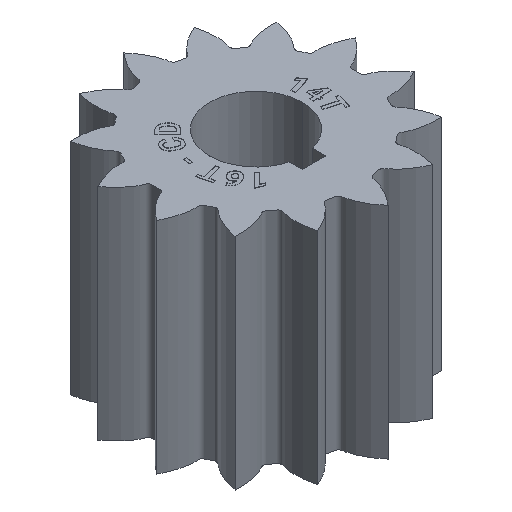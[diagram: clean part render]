
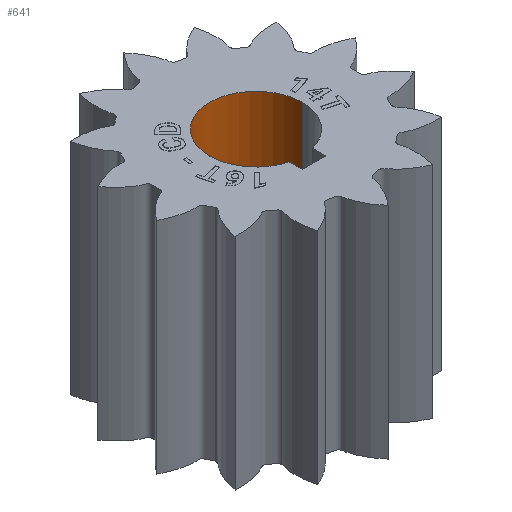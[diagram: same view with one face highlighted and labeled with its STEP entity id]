
A CAD part, isometric view. The second image highlights one B-rep face of the part: STEP entity #641.
In plain terms, the highlighted cylindrical face has radius 4.026 mm (diameter 8.052 mm), a partial arc.
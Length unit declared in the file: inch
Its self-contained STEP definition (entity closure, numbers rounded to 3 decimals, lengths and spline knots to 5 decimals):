
#50 = DIRECTION ( 'NONE',  ( -1., 0., 0. ) ) ;
#115 = CYLINDRICAL_SURFACE ( 'NONE', #4455, 0.1585 ) ;
#355 = DIRECTION ( 'NONE',  ( -1., 0., 0. ) ) ;
#641 = ADVANCED_FACE ( 'NONE', ( #9712 ), #115, .F. ) ;
#1879 = CARTESIAN_POINT ( 'NONE',  ( 0.1585, 0., -0.375 ) ) ;
#2218 = ORIENTED_EDGE ( 'NONE', *, *, #3383, .F. ) ;
#2498 = CARTESIAN_POINT ( 'NONE',  ( -0.1585, 0., 0.375 ) ) ;
#2600 = CARTESIAN_POINT ( 'NONE',  ( 0., 0., -0.375 ) ) ;
#2701 = EDGE_CURVE ( 'NONE', #4933, #6570, #11503, .T. ) ;
#3383 = EDGE_CURVE ( 'NONE', #5188, #4788, #12481, .T. ) ;
#3632 = CARTESIAN_POINT ( 'NONE',  ( 0., 0., 0.375 ) ) ;
#4455 = AXIS2_PLACEMENT_3D ( 'NONE', #12713, #8652, #50 ) ;
#4582 = EDGE_CURVE ( 'NONE', #6570, #4788, #10073, .T. ) ;
#4778 = DIRECTION ( 'NONE',  ( 0., 0., 1. ) ) ;
#4788 = VERTEX_POINT ( 'NONE', #2498 ) ;
#4933 = VERTEX_POINT ( 'NONE', #1879 ) ;
#4992 = DIRECTION ( 'NONE',  ( -1., 0., 0. ) ) ;
#5018 = EDGE_LOOP ( 'NONE', ( #13535, #8711, #5753, #2218 ) ) ;
#5188 = VERTEX_POINT ( 'NONE', #12705 ) ;
#5274 = EDGE_CURVE ( 'NONE', #4933, #5188, #11199, .T. ) ;
#5391 = AXIS2_PLACEMENT_3D ( 'NONE', #2600, #4778, #4992 ) ;
#5753 = ORIENTED_EDGE ( 'NONE', *, *, #4582, .T. ) ;
#6124 = DIRECTION ( 'NONE',  ( 0., 0., 1. ) ) ;
#6570 = VERTEX_POINT ( 'NONE', #8536 ) ;
#6998 = DIRECTION ( 'NONE',  ( 0., 0., 1. ) ) ;
#7181 = CARTESIAN_POINT ( 'NONE',  ( -0.1585, 0., -0.375 ) ) ;
#8536 = CARTESIAN_POINT ( 'NONE',  ( 0.1585, 0., 0.375 ) ) ;
#8652 = DIRECTION ( 'NONE',  ( 0., 0., 1. ) ) ;
#8711 = ORIENTED_EDGE ( 'NONE', *, *, #2701, .T. ) ;
#9347 = DIRECTION ( 'NONE',  ( 0., 0., 1. ) ) ;
#9404 = VECTOR ( 'NONE', #9347, 39.37008 ) ;
#9415 = CARTESIAN_POINT ( 'NONE',  ( 0.1585, 0., -0.375 ) ) ;
#9712 = FACE_OUTER_BOUND ( 'NONE', #5018, .T. ) ;
#10073 = CIRCLE ( 'NONE', #11186, 0.1585 ) ;
#11186 = AXIS2_PLACEMENT_3D ( 'NONE', #3632, #6998, #355 ) ;
#11199 = CIRCLE ( 'NONE', #5391, 0.1585 ) ;
#11399 = VECTOR ( 'NONE', #6124, 39.37008 ) ;
#11503 = LINE ( 'NONE', #9415, #11399 ) ;
#12481 = LINE ( 'NONE', #7181, #9404 ) ;
#12705 = CARTESIAN_POINT ( 'NONE',  ( -0.1585, 0., -0.375 ) ) ;
#12713 = CARTESIAN_POINT ( 'NONE',  ( 0., 0., -0.375 ) ) ;
#13535 = ORIENTED_EDGE ( 'NONE', *, *, #5274, .F. ) ;
